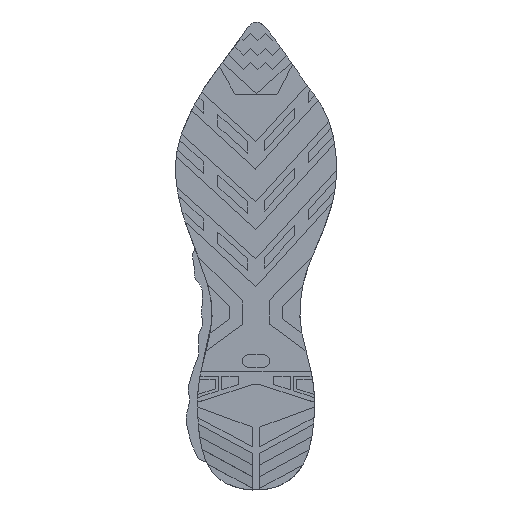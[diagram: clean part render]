
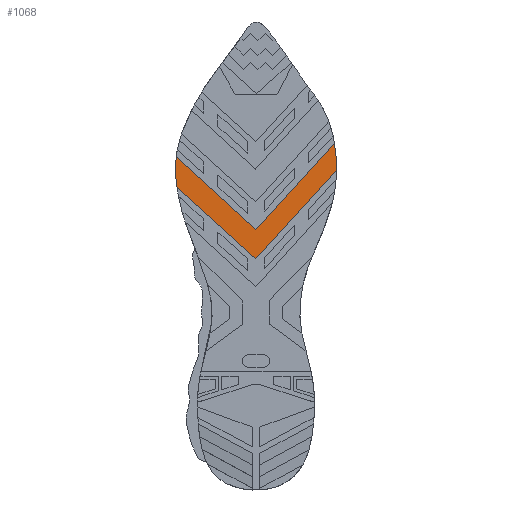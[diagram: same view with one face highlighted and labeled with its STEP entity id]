
A CAD part, top view. The second image highlights one B-rep face of the part: STEP entity #1068.
In plain terms, the highlighted face is planar.
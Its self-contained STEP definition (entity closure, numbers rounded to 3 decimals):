
#217 = CARTESIAN_POINT ( 'NONE',  ( 55.059, 3., -95.959 ) ) ;
#772 = VECTOR ( 'NONE', #1488, 1000. ) ;
#839 = CARTESIAN_POINT ( 'NONE',  ( -55.013, 3., -100.256 ) ) ;
#876 = CARTESIAN_POINT ( 'NONE',  ( -53.596, 3., -117.179 ) ) ;
#1068 = ADVANCED_FACE ( 'NONE', ( #1691 ), #2799, .T. ) ;
#1088 = EDGE_CURVE ( 'NONE', #1988, #4445, #4112, .T. ) ;
#1103 = CARTESIAN_POINT ( 'NONE',  ( 28.986, 3., -26.356 ) ) ;
#1222 = ORIENTED_EDGE ( 'NONE', *, *, #1088, .T. ) ;
#1243 = CARTESIAN_POINT ( 'NONE',  ( -54.991, 3., -98.622 ) ) ;
#1284 = EDGE_CURVE ( 'NONE', #5209, #4445, #6039, .T. ) ;
#1428 = VECTOR ( 'NONE', #6106, 1000. ) ;
#1488 = DIRECTION ( 'NONE',  ( 0.673, 0., 0.74 ) ) ;
#1516 = LINE ( 'NONE', #2563, #772 ) ;
#1580 = ORIENTED_EDGE ( 'NONE', *, *, #1284, .F. ) ;
#1691 = FACE_OUTER_BOUND ( 'NONE', #2095, .T. ) ;
#1825 = CARTESIAN_POINT ( 'NONE',  ( -28.986, 3., -31.879 ) ) ;
#1988 = VERTEX_POINT ( 'NONE', #3825 ) ;
#2050 = ORIENTED_EDGE ( 'NONE', *, *, #3770, .T. ) ;
#2095 = EDGE_LOOP ( 'NONE', ( #1580, #6569, #3235, #2050, #2876, #1222 ) ) ;
#2166 = B_SPLINE_CURVE_WITH_KNOTS ( 'NONE', 3,
 ( #1243, #839, #3790, #4331, #876 ),
 .UNSPECIFIED., .F., .F.,
 ( 4, 1, 4 ),
 ( 0.838, 0.843, 0.855 ),
 .UNSPECIFIED. ) ;
#2234 = CARTESIAN_POINT ( 'NONE',  ( 54.551, 3., -107.835 ) ) ;
#2268 = CARTESIAN_POINT ( 'NONE',  ( 54.401, 3., -89.592 ) ) ;
#2299 = CARTESIAN_POINT ( 'NONE',  ( 0., 3., -58.234 ) ) ;
#2563 = CARTESIAN_POINT ( 'NONE',  ( 18.986, 3., -17.263 ) ) ;
#2649 = EDGE_CURVE ( 'NONE', #3893, #5209, #1516, .T. ) ;
#2673 = CARTESIAN_POINT ( 'NONE',  ( -54.991, 3., -98.622 ) ) ;
#2799 = PLANE ( 'NONE',  #5013 ) ;
#2876 = ORIENTED_EDGE ( 'NONE', *, *, #5211, .F. ) ;
#2964 = CARTESIAN_POINT ( 'NONE',  ( 54.096, 3., -87.331 ) ) ;
#3046 = DIRECTION ( 'NONE',  ( 0.673, 0., 0.74 ) ) ;
#3141 = LINE ( 'NONE', #1103, #4765 ) ;
#3232 = DIRECTION ( 'NONE',  ( 0., -1., 0. ) ) ;
#3235 = ORIENTED_EDGE ( 'NONE', *, *, #3353, .T. ) ;
#3353 = EDGE_CURVE ( 'NONE', #3893, #3732, #2166, .T. ) ;
#3732 = VERTEX_POINT ( 'NONE', #6144 ) ;
#3739 = CARTESIAN_POINT ( 'NONE',  ( 0., 3., 0. ) ) ;
#3770 = EDGE_CURVE ( 'NONE', #3732, #5642, #3141, .T. ) ;
#3790 = CARTESIAN_POINT ( 'NONE',  ( -54.95, 3., -106.378 ) ) ;
#3825 = CARTESIAN_POINT ( 'NONE',  ( 54.551, 3., -107.835 ) ) ;
#3839 = CARTESIAN_POINT ( 'NONE',  ( 54.589, 3., -107.512 ) ) ;
#3893 = VERTEX_POINT ( 'NONE', #2673 ) ;
#4060 = CARTESIAN_POINT ( 'NONE',  ( -18.986, 3., -20.88 ) ) ;
#4112 = B_SPLINE_CURVE_WITH_KNOTS ( 'NONE', 3,
 ( #2234, #3839, #4281, #217, #2268, #4311 ),
 .UNSPECIFIED., .F., .F.,
 ( 4, 1, 1, 4 ),
 ( 0.151, 0.152, 0.167, 0.175 ),
 .UNSPECIFIED. ) ;
#4281 = CARTESIAN_POINT ( 'NONE',  ( 55.105, 3., -102.894 ) ) ;
#4311 = CARTESIAN_POINT ( 'NONE',  ( 54.096, 3., -87.331 ) ) ;
#4331 = CARTESIAN_POINT ( 'NONE',  ( -54.34, 3., -112.681 ) ) ;
#4445 = VERTEX_POINT ( 'NONE', #2964 ) ;
#4481 = LINE ( 'NONE', #1825, #4550 ) ;
#4550 = VECTOR ( 'NONE', #5386, 1000. ) ;
#4765 = VECTOR ( 'NONE', #3046, 1000. ) ;
#4811 = DIRECTION ( 'NONE',  ( 0., 0., -1. ) ) ;
#5013 = AXIS2_PLACEMENT_3D ( 'NONE', #3739, #3232, #4811 ) ;
#5209 = VERTEX_POINT ( 'NONE', #5254 ) ;
#5211 = EDGE_CURVE ( 'NONE', #1988, #5642, #4481, .T. ) ;
#5254 = CARTESIAN_POINT ( 'NONE',  ( 0., 3., -38.144 ) ) ;
#5386 = DIRECTION ( 'NONE',  ( -0.74, 0., 0.673 ) ) ;
#5642 = VERTEX_POINT ( 'NONE', #2299 ) ;
#6039 = LINE ( 'NONE', #4060, #1428 ) ;
#6106 = DIRECTION ( 'NONE',  ( 0.74, 0., -0.673 ) ) ;
#6144 = CARTESIAN_POINT ( 'NONE',  ( -53.596, 3., -117.179 ) ) ;
#6569 = ORIENTED_EDGE ( 'NONE', *, *, #2649, .F. ) ;
